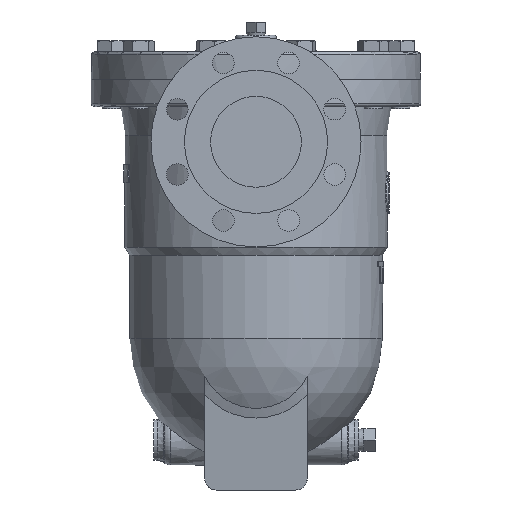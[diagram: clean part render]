
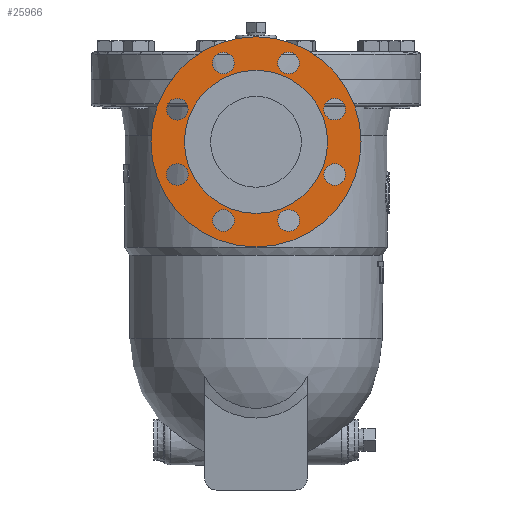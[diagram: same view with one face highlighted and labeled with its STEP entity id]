
A CAD part, left-side view. The second image highlights one B-rep face of the part: STEP entity #25966.
In plain terms, the highlighted planar face has unit normal (-1, 0, 0).
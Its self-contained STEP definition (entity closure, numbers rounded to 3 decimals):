
#24939=CARTESIAN_POINT('',(-193.,-76.008,-19.581));
#24940=VERTEX_POINT('',#24939);
#24941=CARTESIAN_POINT('',(-193.,-69.291,-26.299));
#24942=DIRECTION('',(1.0,0.,0.));
#24943=DIRECTION('',(0.,-0.707,0.707));
#24944=AXIS2_PLACEMENT_3D('',#24941,#24942,#24943);
#24945=CIRCLE('',#24944,9.5);
#24946=EDGE_CURVE('',#24940,#24940,#24945,.T.);
#24988=CARTESIAN_POINT('',(-193.,-78.791,-83.701));
#24989=VERTEX_POINT('',#24988);
#24990=CARTESIAN_POINT('',(-193.,-69.291,-83.701));
#24991=DIRECTION('',(1.0,0.0,0.0));
#24992=DIRECTION('',(0.0,-1.0,0.0));
#24993=AXIS2_PLACEMENT_3D('',#24990,#24991,#24992);
#24994=CIRCLE('',#24993,9.5);
#24995=EDGE_CURVE('',#24989,#24989,#24994,.T.);
#25037=CARTESIAN_POINT('',(-193.,-35.419,-131.008));
#25038=VERTEX_POINT('',#25037);
#25039=CARTESIAN_POINT('',(-193.,-28.701,-124.291));
#25040=DIRECTION('',(1.0,0.,0.));
#25041=DIRECTION('',(0.,-0.707,-0.707));
#25042=AXIS2_PLACEMENT_3D('',#25039,#25040,#25041);
#25043=CIRCLE('',#25042,9.5);
#25044=EDGE_CURVE('',#25038,#25038,#25043,.T.);
#25086=CARTESIAN_POINT('',(-193.,28.701,-133.791));
#25087=VERTEX_POINT('',#25086);
#25088=CARTESIAN_POINT('',(-193.,28.701,-124.291));
#25089=DIRECTION('',(1.0,0.0,0.0));
#25090=DIRECTION('',(0.0,0.0,-1.0));
#25091=AXIS2_PLACEMENT_3D('',#25088,#25089,#25090);
#25092=CIRCLE('',#25091,9.5);
#25093=EDGE_CURVE('',#25087,#25087,#25092,.T.);
#25135=CARTESIAN_POINT('',(-193.,76.008,-90.419));
#25136=VERTEX_POINT('',#25135);
#25137=CARTESIAN_POINT('',(-193.,69.291,-83.701));
#25138=DIRECTION('',(1.,0.,0.));
#25139=DIRECTION('',(0.,0.707,-0.707));
#25140=AXIS2_PLACEMENT_3D('',#25137,#25138,#25139);
#25141=CIRCLE('',#25140,9.5);
#25142=EDGE_CURVE('',#25136,#25136,#25141,.T.);
#25184=CARTESIAN_POINT('',(-193.,78.791,-26.299));
#25185=VERTEX_POINT('',#25184);
#25186=CARTESIAN_POINT('',(-193.,69.291,-26.299));
#25187=DIRECTION('',(1.0,0.0,0.0));
#25188=DIRECTION('',(0.0,1.0,0.0));
#25189=AXIS2_PLACEMENT_3D('',#25186,#25187,#25188);
#25190=CIRCLE('',#25189,9.5);
#25191=EDGE_CURVE('',#25185,#25185,#25190,.T.);
#25233=CARTESIAN_POINT('',(-193.,35.419,21.008));
#25234=VERTEX_POINT('',#25233);
#25235=CARTESIAN_POINT('',(-193.,28.701,14.291));
#25236=DIRECTION('',(1.,0.,0.));
#25237=DIRECTION('',(0.,0.707,0.707));
#25238=AXIS2_PLACEMENT_3D('',#25235,#25236,#25237);
#25239=CIRCLE('',#25238,9.5);
#25240=EDGE_CURVE('',#25234,#25234,#25239,.T.);
#25282=CARTESIAN_POINT('',(-193.,-28.701,23.791));
#25283=VERTEX_POINT('',#25282);
#25284=CARTESIAN_POINT('',(-193.,-28.701,14.291));
#25285=DIRECTION('',(1.0,0.0,0.0));
#25286=DIRECTION('',(0.0,0.0,1.0));
#25287=AXIS2_PLACEMENT_3D('',#25284,#25285,#25286);
#25288=CIRCLE('',#25287,9.5);
#25289=EDGE_CURVE('',#25283,#25283,#25288,.T.);
#25915=CARTESIAN_POINT('',(-193.,0.0,22.75));
#25916=DIRECTION('',(-1.0,0.0,0.0));
#25917=DIRECTION('',(0.0,0.0,1.0));
#25918=AXIS2_PLACEMENT_3D('',#25915,#25916,#25917);
#25919=PLANE('',#25918);
#25920=CARTESIAN_POINT('',(-193.,0.0,37.5));
#25921=VERTEX_POINT('',#25920);
#25922=CARTESIAN_POINT('',(-193.,0.0,-55.));
#25923=DIRECTION('',(-1.0,0.0,0.0));
#25924=DIRECTION('',(0.0,0.0,1.0));
#25925=AXIS2_PLACEMENT_3D('',#25922,#25923,#25924);
#25926=CIRCLE('',#25925,92.5);
#25927=EDGE_CURVE('',#25921,#25921,#25926,.T.);
#25928=ORIENTED_EDGE('',*,*,#25927,.T.);
#25929=EDGE_LOOP('',(#25928));
#25930=FACE_OUTER_BOUND('',#25929,.T.);
#25931=ORIENTED_EDGE('',*,*,#24946,.T.);
#25932=EDGE_LOOP('',(#25931));
#25933=FACE_BOUND('',#25932,.T.);
#25934=ORIENTED_EDGE('',*,*,#24995,.T.);
#25935=EDGE_LOOP('',(#25934));
#25936=FACE_BOUND('',#25935,.T.);
#25937=ORIENTED_EDGE('',*,*,#25044,.T.);
#25938=EDGE_LOOP('',(#25937));
#25939=FACE_BOUND('',#25938,.T.);
#25940=ORIENTED_EDGE('',*,*,#25093,.T.);
#25941=EDGE_LOOP('',(#25940));
#25942=FACE_BOUND('',#25941,.T.);
#25943=ORIENTED_EDGE('',*,*,#25142,.T.);
#25944=EDGE_LOOP('',(#25943));
#25945=FACE_BOUND('',#25944,.T.);
#25946=ORIENTED_EDGE('',*,*,#25191,.T.);
#25947=EDGE_LOOP('',(#25946));
#25948=FACE_BOUND('',#25947,.T.);
#25949=ORIENTED_EDGE('',*,*,#25240,.T.);
#25950=EDGE_LOOP('',(#25949));
#25951=FACE_BOUND('',#25950,.T.);
#25952=ORIENTED_EDGE('',*,*,#25289,.T.);
#25953=EDGE_LOOP('',(#25952));
#25954=FACE_BOUND('',#25953,.T.);
#25955=CARTESIAN_POINT('',(-193.,0.0,8.));
#25956=VERTEX_POINT('',#25955);
#25957=CARTESIAN_POINT('',(-193.,0.0,-55.));
#25958=DIRECTION('',(-1.0,0.0,0.0));
#25959=DIRECTION('',(0.0,0.0,1.0));
#25960=AXIS2_PLACEMENT_3D('',#25957,#25958,#25959);
#25961=CIRCLE('',#25960,63.);
#25962=EDGE_CURVE('',#25956,#25956,#25961,.T.);
#25963=ORIENTED_EDGE('',*,*,#25962,.F.);
#25964=EDGE_LOOP('',(#25963));
#25965=FACE_BOUND('',#25964,.T.);
#25966=ADVANCED_FACE('',(#25930,#25933,#25936,#25939,#25942,#25945,#25948,#25951,#25954,#25965),#25919,.T.);
